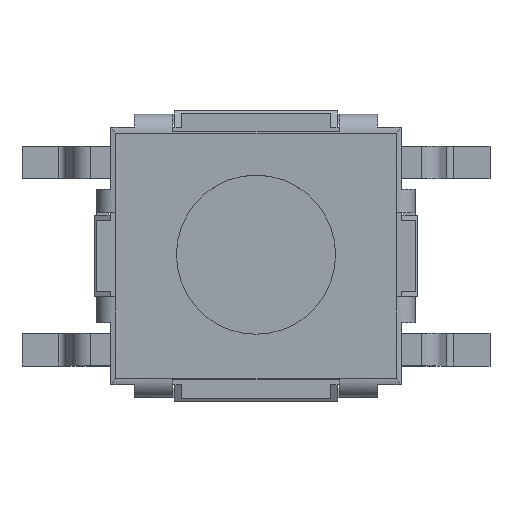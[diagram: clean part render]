
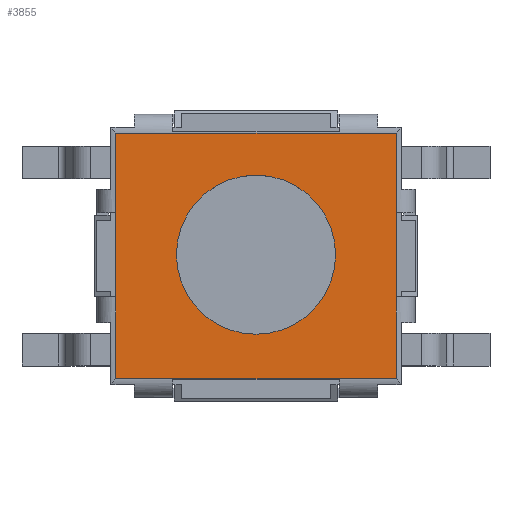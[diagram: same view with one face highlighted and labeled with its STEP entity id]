
A CAD part, top view. The second image highlights one B-rep face of the part: STEP entity #3855.
In plain terms, the highlighted planar face has unit normal (0, 0, 1).
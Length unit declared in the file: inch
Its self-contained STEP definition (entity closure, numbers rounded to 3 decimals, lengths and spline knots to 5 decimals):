
#1906=CARTESIAN_POINT('',(0.11811,-0.03445,0.10236));
#1907=VERTEX_POINT('',#1906);
#3714=CARTESIAN_POINT('',(0.11811,0.10335,0.10236));
#3715=VERTEX_POINT('',#3714);
#3723=CARTESIAN_POINT('',(0.11811,0.03642,0.10236));
#3724=VERTEX_POINT('',#3723);
#3725=CARTESIAN_POINT('',(0.11811,0.10335,0.10236));
#3726=DIRECTION('',(0.0,-1.0,0.0));
#3727=VECTOR('',#3726,0.06693);
#3728=LINE('',#3725,#3727);
#3729=EDGE_CURVE('',#3715,#3724,#3728,.T.);
#3784=CARTESIAN_POINT('',(0.13386,0.11909,0.10236));
#3785=DIRECTION('',(0.0,0.0,1.0));
#3786=DIRECTION('',(1.0,0.0,0.0));
#3787=AXIS2_PLACEMENT_3D('',#3784,#3785,#3786);
#3788=PLANE('',#3787);
#3789=ORIENTED_EDGE('',*,*,#3729,.F.);
#3790=CARTESIAN_POINT('',(-0.11811,0.10335,0.10236));
#3791=VERTEX_POINT('',#3790);
#3792=CARTESIAN_POINT('',(-0.11811,0.10335,0.10236));
#3793=DIRECTION('',(1.0,0.0,0.0));
#3794=VECTOR('',#3793,0.23622);
#3795=LINE('',#3792,#3794);
#3796=EDGE_CURVE('',#3791,#3715,#3795,.T.);
#3797=ORIENTED_EDGE('',*,*,#3796,.F.);
#3798=CARTESIAN_POINT('',(-0.11811,0.03642,0.10236));
#3799=VERTEX_POINT('',#3798);
#3800=CARTESIAN_POINT('',(-0.11811,0.03642,0.10236));
#3801=DIRECTION('',(0.0,1.0,0.0));
#3802=VECTOR('',#3801,0.06693);
#3803=LINE('',#3800,#3802);
#3804=EDGE_CURVE('',#3799,#3791,#3803,.T.);
#3805=ORIENTED_EDGE('',*,*,#3804,.F.);
#3806=CARTESIAN_POINT('',(-0.11811,-0.03445,0.10236));
#3807=VERTEX_POINT('',#3806);
#3808=CARTESIAN_POINT('',(-0.11811,0.03642,0.10236));
#3809=DIRECTION('',(0.0,-1.0,0.0));
#3810=VECTOR('',#3809,0.07087);
#3811=LINE('',#3808,#3810);
#3812=EDGE_CURVE('',#3799,#3807,#3811,.T.);
#3813=ORIENTED_EDGE('',*,*,#3812,.T.);
#3814=CARTESIAN_POINT('',(-0.11811,-0.10335,0.10236));
#3815=VERTEX_POINT('',#3814);
#3816=CARTESIAN_POINT('',(-0.11811,-0.10335,0.10236));
#3817=DIRECTION('',(0.0,1.0,0.0));
#3818=VECTOR('',#3817,0.0689);
#3819=LINE('',#3816,#3818);
#3820=EDGE_CURVE('',#3815,#3807,#3819,.T.);
#3821=ORIENTED_EDGE('',*,*,#3820,.F.);
#3822=CARTESIAN_POINT('',(0.11811,-0.10335,0.10236));
#3823=VERTEX_POINT('',#3822);
#3824=CARTESIAN_POINT('',(0.11811,-0.10335,0.10236));
#3825=DIRECTION('',(-1.0,0.0,0.0));
#3826=VECTOR('',#3825,0.23622);
#3827=LINE('',#3824,#3826);
#3828=EDGE_CURVE('',#3823,#3815,#3827,.T.);
#3829=ORIENTED_EDGE('',*,*,#3828,.F.);
#3830=CARTESIAN_POINT('',(0.11811,-0.03445,0.10236));
#3831=DIRECTION('',(0.0,-1.0,0.0));
#3832=VECTOR('',#3831,0.0689);
#3833=LINE('',#3830,#3832);
#3834=EDGE_CURVE('',#1907,#3823,#3833,.T.);
#3835=ORIENTED_EDGE('',*,*,#3834,.F.);
#3836=CARTESIAN_POINT('',(0.11811,-0.03445,0.10236));
#3837=DIRECTION('',(0.0,1.0,0.0));
#3838=VECTOR('',#3837,0.07087);
#3839=LINE('',#3836,#3838);
#3840=EDGE_CURVE('',#1907,#3724,#3839,.T.);
#3841=ORIENTED_EDGE('',*,*,#3840,.T.);
#3842=EDGE_LOOP('',(#3789,#3797,#3805,#3813,#3821,#3829,#3835,#3841));
#3843=FACE_OUTER_BOUND('',#3842,.T.);
#3844=CARTESIAN_POINT('',(0.,-0.06594,0.10236));
#3845=VERTEX_POINT('',#3844);
#3846=CARTESIAN_POINT('',(0.,0.00098,0.10236));
#3847=DIRECTION('',(0.0,0.0,-1.0));
#3848=DIRECTION('',(0.0,1.0,0.0));
#3849=AXIS2_PLACEMENT_3D('',#3846,#3847,#3848);
#3850=CIRCLE('',#3849,0.06693);
#3851=EDGE_CURVE('',#3845,#3845,#3850,.T.);
#3852=ORIENTED_EDGE('',*,*,#3851,.T.);
#3853=EDGE_LOOP('',(#3852));
#3854=FACE_BOUND('',#3853,.T.);
#3855=ADVANCED_FACE('',(#3843,#3854),#3788,.T.);
